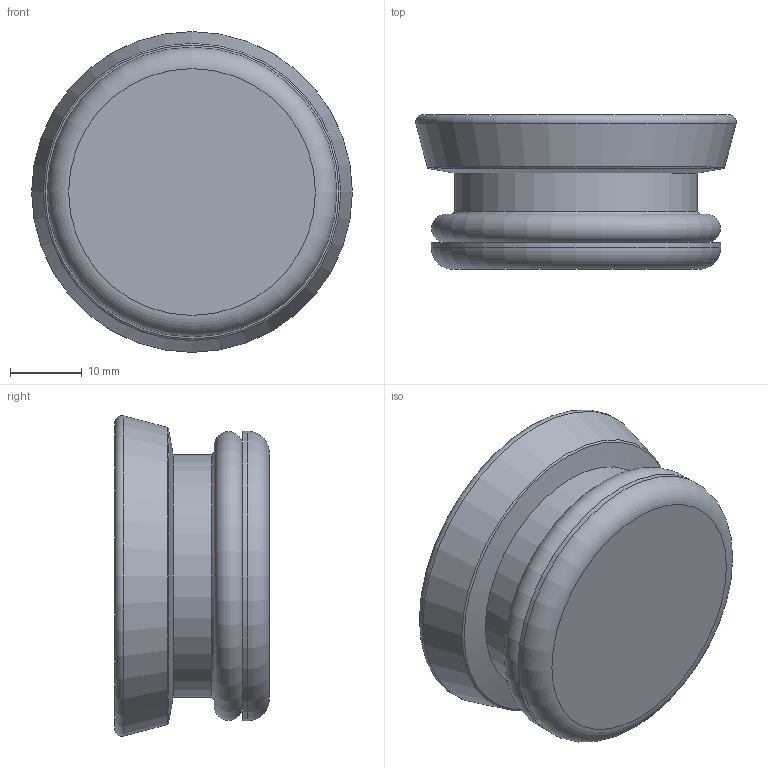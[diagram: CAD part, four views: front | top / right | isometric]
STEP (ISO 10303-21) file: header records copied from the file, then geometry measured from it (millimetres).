
FILE_DESCRIPTION(/* description */ (''),/* implementation_level */ '2;1');
FILE_NAME(/* name */ 'CEP-135-PLUG.stp',/* time_stamp */ '2024-10-22T17:21:46+02:00',/* author */ ('Admin'),/* organization */ (''),/* preprocessor_version */ 'ST-DEVELOPER v20',/* originating_system */ 'Autodesk Inventor 2025',/* authorisation */ '');
FILE_SCHEMA (('CONFIG_CONTROL_DESIGN'));
Length unit declared in the file: millimetre
Products named in the file (1): ZATKA_SESTAVA_2016-01-00-15
Bounding box: 44.87 x 21.6 x 44.87 mm (x, y, z)
Volume: 25665.1 mm3; surface area: 7004.6 mm2
Topology: 1 solids, 1 shells, 17 faces, 36 edges, 22 vertices
Faces by surface type: torus 6, cone 5, plane 3, cylinder 3
Full cylindrical faces by diameter (mm): 8.376 x1, 34 x1, 40.5 x1
Entity records: 542 total; most frequent: DIRECTION 98, CARTESIAN_POINT 75, ORIENTED_EDGE 70, AXIS2_PLACEMENT_3D 45, EDGE_CURVE 35, CIRCLE 27, VERTEX_POINT 22, EDGE_LOOP 19
